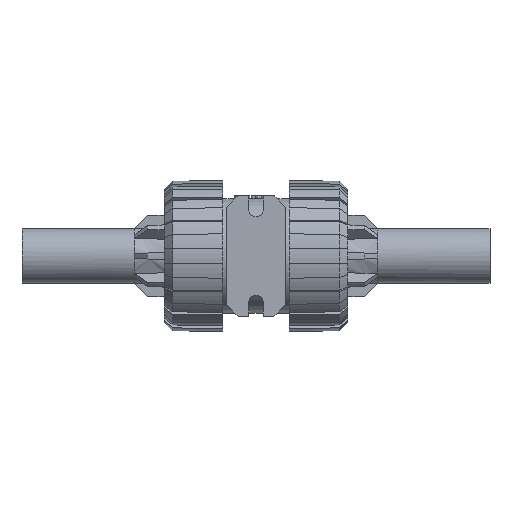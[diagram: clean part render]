
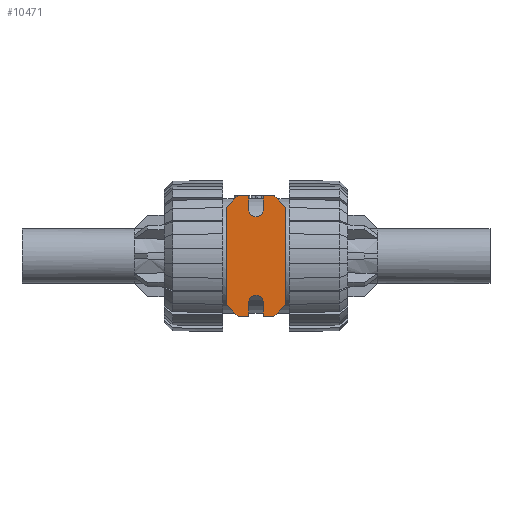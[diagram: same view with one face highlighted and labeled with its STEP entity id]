
A CAD part, front view. The second image highlights one B-rep face of the part: STEP entity #10471.
In plain terms, the highlighted planar face has unit normal (0, -1, 0).
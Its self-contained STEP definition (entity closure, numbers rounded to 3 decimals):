
#871=PLANE('',#11428);
#1567=FACE_OUTER_BOUND('',#2132,.T.);
#2132=EDGE_LOOP('',(#9188,#9189,#9190,#9191,#9192,#9193,#9194,#9195,#9196,
#9197,#9198,#9199,#9200,#9201,#9202,#9203));
#2674=LINE('',#20255,#3287);
#2726=LINE('',#20370,#3339);
#2728=LINE('',#20374,#3341);
#2730=LINE('',#20378,#3343);
#2733=LINE('',#20386,#3346);
#2735=LINE('',#20390,#3348);
#2737=LINE('',#20394,#3350);
#2739=LINE('',#20398,#3352);
#2741=LINE('',#20402,#3354);
#2743=LINE('',#20406,#3356);
#2745=LINE('',#20410,#3358);
#2748=LINE('',#20418,#3361);
#2750=LINE('',#20422,#3363);
#2751=LINE('',#20424,#3364);
#3287=VECTOR('',#13650,1.);
#3339=VECTOR('',#13758,1.);
#3341=VECTOR('',#13762,1.);
#3343=VECTOR('',#13766,1.);
#3346=VECTOR('',#13775,1.);
#3348=VECTOR('',#13779,1.);
#3350=VECTOR('',#13783,1.);
#3352=VECTOR('',#13787,1.);
#3354=VECTOR('',#13791,1.);
#3356=VECTOR('',#13795,1.);
#3358=VECTOR('',#13799,1.);
#3361=VECTOR('',#13808,1.);
#3363=VECTOR('',#13812,1.);
#3364=VECTOR('',#13815,1.);
#3789=CIRCLE('',#11415,2.7);
#3790=CIRCLE('',#11424,2.7);
#4729=VERTEX_POINT('',#20252);
#4730=VERTEX_POINT('',#20254);
#4765=VERTEX_POINT('',#20368);
#4766=VERTEX_POINT('',#20372);
#4767=VERTEX_POINT('',#20376);
#4768=VERTEX_POINT('',#20380);
#4769=VERTEX_POINT('',#20384);
#4770=VERTEX_POINT('',#20388);
#4771=VERTEX_POINT('',#20392);
#4772=VERTEX_POINT('',#20396);
#4773=VERTEX_POINT('',#20400);
#4774=VERTEX_POINT('',#20404);
#4775=VERTEX_POINT('',#20408);
#4776=VERTEX_POINT('',#20412);
#4777=VERTEX_POINT('',#20416);
#4778=VERTEX_POINT('',#20420);
#6192=EDGE_CURVE('',#4730,#4729,#2674,.T.);
#6250=EDGE_CURVE('',#4729,#4765,#2726,.T.);
#6252=EDGE_CURVE('',#4765,#4766,#2728,.T.);
#6254=EDGE_CURVE('',#4766,#4767,#2730,.T.);
#6256=EDGE_CURVE('',#4767,#4768,#3789,.T.);
#6258=EDGE_CURVE('',#4768,#4769,#2733,.T.);
#6260=EDGE_CURVE('',#4769,#4770,#2735,.T.);
#6262=EDGE_CURVE('',#4770,#4771,#2737,.T.);
#6264=EDGE_CURVE('',#4771,#4772,#2739,.T.);
#6266=EDGE_CURVE('',#4772,#4773,#2741,.T.);
#6268=EDGE_CURVE('',#4773,#4774,#2743,.T.);
#6270=EDGE_CURVE('',#4774,#4775,#2745,.T.);
#6272=EDGE_CURVE('',#4775,#4776,#3790,.T.);
#6274=EDGE_CURVE('',#4776,#4777,#2748,.T.);
#6276=EDGE_CURVE('',#4777,#4778,#2750,.T.);
#6277=EDGE_CURVE('',#4778,#4730,#2751,.T.);
#9188=ORIENTED_EDGE('',*,*,#6192,.T.);
#9189=ORIENTED_EDGE('',*,*,#6250,.T.);
#9190=ORIENTED_EDGE('',*,*,#6252,.T.);
#9191=ORIENTED_EDGE('',*,*,#6254,.T.);
#9192=ORIENTED_EDGE('',*,*,#6256,.T.);
#9193=ORIENTED_EDGE('',*,*,#6258,.T.);
#9194=ORIENTED_EDGE('',*,*,#6260,.T.);
#9195=ORIENTED_EDGE('',*,*,#6262,.T.);
#9196=ORIENTED_EDGE('',*,*,#6264,.T.);
#9197=ORIENTED_EDGE('',*,*,#6266,.T.);
#9198=ORIENTED_EDGE('',*,*,#6268,.T.);
#9199=ORIENTED_EDGE('',*,*,#6270,.T.);
#9200=ORIENTED_EDGE('',*,*,#6272,.T.);
#9201=ORIENTED_EDGE('',*,*,#6274,.T.);
#9202=ORIENTED_EDGE('',*,*,#6276,.T.);
#9203=ORIENTED_EDGE('',*,*,#6277,.T.);
#10471=ADVANCED_FACE('',(#1567),#871,.F.);
#11415=AXIS2_PLACEMENT_3D('',#20382,#13770,#13771);
#11424=AXIS2_PLACEMENT_3D('',#20414,#13803,#13804);
#11428=AXIS2_PLACEMENT_3D('',#20425,#13816,#13817);
#13650=DIRECTION('',(0.,0.,-1.));
#13758=DIRECTION('',(0.707,0.,-0.707));
#13762=DIRECTION('',(1.,0.,0.));
#13766=DIRECTION('',(0.,0.,1.));
#13770=DIRECTION('center_axis',(0.,1.,0.));
#13771=DIRECTION('ref_axis',(-1.,0.,0.));
#13775=DIRECTION('',(0.,0.,-1.));
#13779=DIRECTION('',(1.,0.,0.));
#13783=DIRECTION('',(0.707,0.,0.707));
#13787=DIRECTION('',(0.,0.,1.));
#13791=DIRECTION('',(-0.707,0.,0.707));
#13795=DIRECTION('',(-1.,0.,0.));
#13799=DIRECTION('',(0.,0.,-1.));
#13803=DIRECTION('center_axis',(0.,1.,0.));
#13804=DIRECTION('ref_axis',(1.,0.,0.));
#13808=DIRECTION('',(0.,0.,1.));
#13812=DIRECTION('',(-1.,0.,0.));
#13815=DIRECTION('',(-0.707,0.,-0.707));
#13816=DIRECTION('center_axis',(0.,1.,0.));
#13817=DIRECTION('ref_axis',(1.,0.,0.));
#20252=CARTESIAN_POINT('',(-10.75,-33.,-17.8));
#20254=CARTESIAN_POINT('',(-10.75,-33.,17.8));
#20255=CARTESIAN_POINT('',(-10.75,-33.,0.));
#20368=CARTESIAN_POINT('',(-6.55,-33.,-22.));
#20370=CARTESIAN_POINT('',(-10.75,-33.,-17.8));
#20372=CARTESIAN_POINT('',(-2.7,-33.,-22.));
#20374=CARTESIAN_POINT('',(-6.55,-33.,-22.));
#20376=CARTESIAN_POINT('',(-2.7,-33.,-17.));
#20378=CARTESIAN_POINT('',(-2.7,-33.,-22.));
#20380=CARTESIAN_POINT('',(2.7,-33.,-17.));
#20382=CARTESIAN_POINT('Origin',(0.,-33.,-17.));
#20384=CARTESIAN_POINT('',(2.7,-33.,-22.));
#20386=CARTESIAN_POINT('',(2.7,-33.,-17.));
#20388=CARTESIAN_POINT('',(6.55,-33.,-22.));
#20390=CARTESIAN_POINT('',(2.7,-33.,-22.));
#20392=CARTESIAN_POINT('',(10.75,-33.,-17.8));
#20394=CARTESIAN_POINT('',(6.55,-33.,-22.));
#20396=CARTESIAN_POINT('',(10.75,-33.,17.8));
#20398=CARTESIAN_POINT('',(10.75,-33.,-17.8));
#20400=CARTESIAN_POINT('',(6.55,-33.,22.));
#20402=CARTESIAN_POINT('',(10.75,-33.,17.8));
#20404=CARTESIAN_POINT('',(2.7,-33.,22.));
#20406=CARTESIAN_POINT('',(6.55,-33.,22.));
#20408=CARTESIAN_POINT('',(2.7,-33.,17.));
#20410=CARTESIAN_POINT('',(2.7,-33.,22.));
#20412=CARTESIAN_POINT('',(-2.7,-33.,17.));
#20414=CARTESIAN_POINT('Origin',(0.,-33.,17.));
#20416=CARTESIAN_POINT('',(-2.7,-33.,22.));
#20418=CARTESIAN_POINT('',(-2.7,-33.,17.));
#20420=CARTESIAN_POINT('',(-6.55,-33.,22.));
#20422=CARTESIAN_POINT('',(-2.7,-33.,22.));
#20424=CARTESIAN_POINT('',(-6.55,-33.,22.));
#20425=CARTESIAN_POINT('Origin',(0.,-33.,0.));
